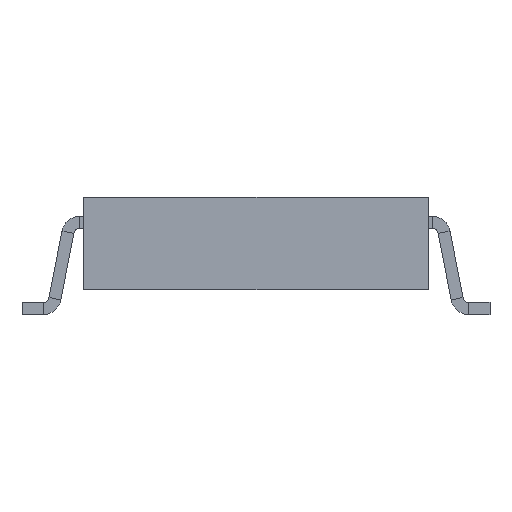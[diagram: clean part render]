
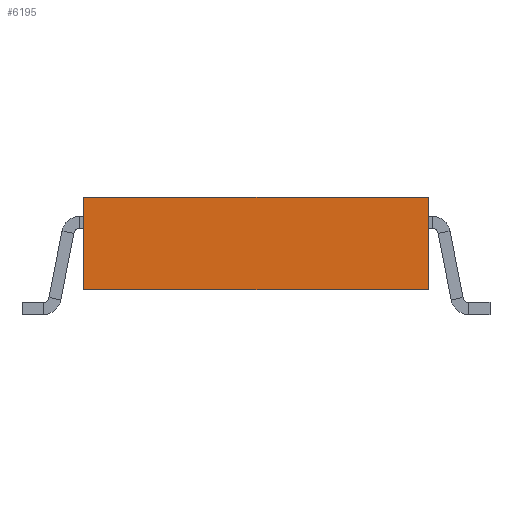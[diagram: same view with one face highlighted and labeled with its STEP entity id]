
A CAD part, left-side view. The second image highlights one B-rep face of the part: STEP entity #6195.
In plain terms, the highlighted planar face has unit normal (-1, 0, 0).
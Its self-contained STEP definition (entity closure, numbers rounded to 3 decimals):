
#61 = VERTEX_POINT ( 'NONE', #7884 ) ;
#559 = VERTEX_POINT ( 'NONE', #2410 ) ;
#859 = LINE ( 'NONE', #5173, #931 ) ;
#931 = VECTOR ( 'NONE', #7855, 1000. ) ;
#1152 = EDGE_CURVE ( 'NONE', #61, #8784, #10604, .T. ) ;
#1351 = EDGE_LOOP ( 'NONE', ( #9774, #3067, #4503, #10177 ) ) ;
#1776 = VERTEX_POINT ( 'NONE', #9327 ) ;
#2410 = CARTESIAN_POINT ( 'NONE',  ( -6.35, 3.55, -0.95 ) ) ;
#3042 = FACE_OUTER_BOUND ( 'NONE', #1351, .T. ) ;
#3067 = ORIENTED_EDGE ( 'NONE', *, *, #8099, .F. ) ;
#4203 = CARTESIAN_POINT ( 'NONE',  ( -6.35, -3.55, 0.95 ) ) ;
#4503 = ORIENTED_EDGE ( 'NONE', *, *, #1152, .F. ) ;
#4631 = DIRECTION ( 'NONE',  ( 0., -1., 0. ) ) ;
#4691 = CARTESIAN_POINT ( 'NONE',  ( -6.35, -3.55, 0.95 ) ) ;
#4764 = DIRECTION ( 'NONE',  ( 1., 0., 0. ) ) ;
#4952 = EDGE_CURVE ( 'NONE', #559, #1776, #7906, .T. ) ;
#5173 = CARTESIAN_POINT ( 'NONE',  ( -6.35, 3.55, 0.95 ) ) ;
#5459 = CARTESIAN_POINT ( 'NONE',  ( -6.35, -3.55, -0.95 ) ) ;
#5575 = VECTOR ( 'NONE', #7117, 1000. ) ;
#5783 = AXIS2_PLACEMENT_3D ( 'NONE', #10847, #4764, #6417 ) ;
#5974 = DIRECTION ( 'NONE',  ( 0., 0., -1. ) ) ;
#6169 = VECTOR ( 'NONE', #5974, 1000. ) ;
#6195 = ADVANCED_FACE ( 'NONE', ( #3042 ), #7338, .F. ) ;
#6417 = DIRECTION ( 'NONE',  ( 0., 1., 0. ) ) ;
#6610 = LINE ( 'NONE', #4203, #6169 ) ;
#7117 = DIRECTION ( 'NONE',  ( 0., -1., 0. ) ) ;
#7338 = PLANE ( 'NONE',  #5783 ) ;
#7855 = DIRECTION ( 'NONE',  ( 0., 0., -1. ) ) ;
#7884 = CARTESIAN_POINT ( 'NONE',  ( -6.35, 3.55, 0.95 ) ) ;
#7906 = LINE ( 'NONE', #5459, #5575 ) ;
#8099 = EDGE_CURVE ( 'NONE', #8784, #1776, #6610, .T. ) ;
#8147 = CARTESIAN_POINT ( 'NONE',  ( -6.35, -3.55, 0.95 ) ) ;
#8768 = VECTOR ( 'NONE', #4631, 1000. ) ;
#8784 = VERTEX_POINT ( 'NONE', #8147 ) ;
#8977 = EDGE_CURVE ( 'NONE', #61, #559, #859, .T. ) ;
#9327 = CARTESIAN_POINT ( 'NONE',  ( -6.35, -3.55, -0.95 ) ) ;
#9774 = ORIENTED_EDGE ( 'NONE', *, *, #4952, .T. ) ;
#10177 = ORIENTED_EDGE ( 'NONE', *, *, #8977, .T. ) ;
#10604 = LINE ( 'NONE', #4691, #8768 ) ;
#10847 = CARTESIAN_POINT ( 'NONE',  ( -6.35, -3.55, 0.95 ) ) ;
